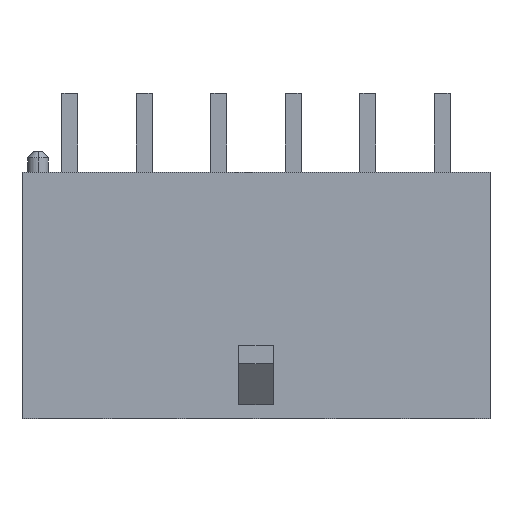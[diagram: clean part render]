
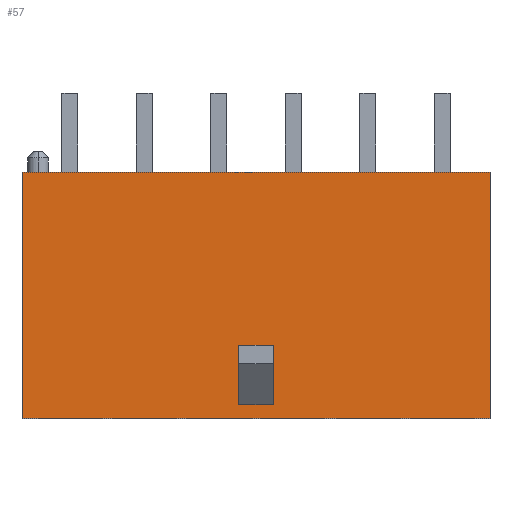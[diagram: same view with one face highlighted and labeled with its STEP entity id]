
A CAD part, top view. The second image highlights one B-rep face of the part: STEP entity #57.
In plain terms, the highlighted planar face has unit normal (0, 0, 1).
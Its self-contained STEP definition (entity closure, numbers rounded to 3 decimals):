
#57=ADVANCED_FACE('',(#282,#283),#284,.F.);
#282=FACE_BOUND('',#732,.T.);
#283=FACE_OUTER_BOUND('',#733,.T.);
#284=PLANE('',#734);
#732=EDGE_LOOP('',(#1260,#1261,#1262,#1263));
#733=EDGE_LOOP('',(#1264,#1265,#1266,#1267));
#734=AXIS2_PLACEMENT_3D('',#1268,#1269,#1270);
#1260=ORIENTED_EDGE('',*,*,#2853,.T.);
#1261=ORIENTED_EDGE('',*,*,#2854,.T.);
#1262=ORIENTED_EDGE('',*,*,#2855,.F.);
#1263=ORIENTED_EDGE('',*,*,#2856,.F.);
#1264=ORIENTED_EDGE('',*,*,#2857,.T.);
#1265=ORIENTED_EDGE('',*,*,#2848,.F.);
#1266=ORIENTED_EDGE('',*,*,#2796,.F.);
#1267=ORIENTED_EDGE('',*,*,#2852,.T.);
#1268=CARTESIAN_POINT('',(9.425,-4.955,3.43));
#1269=DIRECTION('',(0.,0.0,-1.0));
#1270=DIRECTION('',(0.0,-1.0,0.0));
#2796=EDGE_CURVE('',#3313,#3308,#3315,.T.);
#2848=EDGE_CURVE('',#3308,#3414,#3418,.T.);
#2852=EDGE_CURVE('',#3313,#3422,#3424,.T.);
#2853=EDGE_CURVE('',#3425,#3426,#3427,.T.);
#2854=EDGE_CURVE('',#3426,#3428,#3429,.T.);
#2855=EDGE_CURVE('',#3430,#3428,#3431,.T.);
#2856=EDGE_CURVE('',#3425,#3430,#3432,.T.);
#2857=EDGE_CURVE('',#3422,#3414,#3433,.T.);
#3308=VERTEX_POINT('',#4153);
#3313=VERTEX_POINT('',#4160);
#3315=LINE('',#4163,#4164);
#3414=VERTEX_POINT('',#4312);
#3418=LINE('',#4318,#4319);
#3422=VERTEX_POINT('',#4325);
#3424=LINE('',#4328,#4329);
#3425=VERTEX_POINT('',#4330);
#3426=VERTEX_POINT('',#4331);
#3427=LINE('',#4332,#4333);
#3428=VERTEX_POINT('',#4334);
#3429=LINE('',#4335,#4336);
#3430=VERTEX_POINT('',#4337);
#3431=LINE('',#4338,#4339);
#3432=LINE('',#4340,#4341);
#3433=LINE('',#4342,#4343);
#4153=CARTESIAN_POINT('',(-9.425,-4.955,3.43));
#4160=CARTESIAN_POINT('',(9.425,-4.955,3.43));
#4163=CARTESIAN_POINT('',(9.425,-4.955,3.43));
#4164=VECTOR('',#5456,1.0);
#4312=CARTESIAN_POINT('',(-9.425,4.955,3.43));
#4318=CARTESIAN_POINT('',(-9.425,-4.955,3.43));
#4319=VECTOR('',#5508,1.0);
#4325=CARTESIAN_POINT('',(9.425,4.955,3.43));
#4328=CARTESIAN_POINT('',(9.425,-4.955,3.43));
#4329=VECTOR('',#5512,1.0);
#4330=CARTESIAN_POINT('',(0.7,-4.415,3.43));
#4331=CARTESIAN_POINT('',(-0.7,-4.415,3.43));
#4332=CARTESIAN_POINT('',(0.7,-4.415,3.43));
#4333=VECTOR('',#5513,1.0);
#4334=CARTESIAN_POINT('',(-0.7,-2.005,3.43));
#4335=CARTESIAN_POINT('',(-0.7,-4.415,3.43));
#4336=VECTOR('',#5514,1.0);
#4337=CARTESIAN_POINT('',(0.7,-2.005,3.43));
#4338=CARTESIAN_POINT('',(0.7,-2.005,3.43));
#4339=VECTOR('',#5515,1.0);
#4340=CARTESIAN_POINT('',(0.7,-4.415,3.43));
#4341=VECTOR('',#5516,1.0);
#4342=CARTESIAN_POINT('',(9.425,4.955,3.43));
#4343=VECTOR('',#5517,1.0);
#5456=DIRECTION('',(-1.0,0.0,0.));
#5508=DIRECTION('',(0.0,1.0,0.0));
#5512=DIRECTION('',(0.0,1.0,0.0));
#5513=DIRECTION('',(-1.0,0.0,0.0));
#5514=DIRECTION('',(0.0,1.0,0.));
#5515=DIRECTION('',(-1.0,0.0,0.0));
#5516=DIRECTION('',(0.0,1.0,0.));
#5517=DIRECTION('',(-1.0,0.0,0.));
